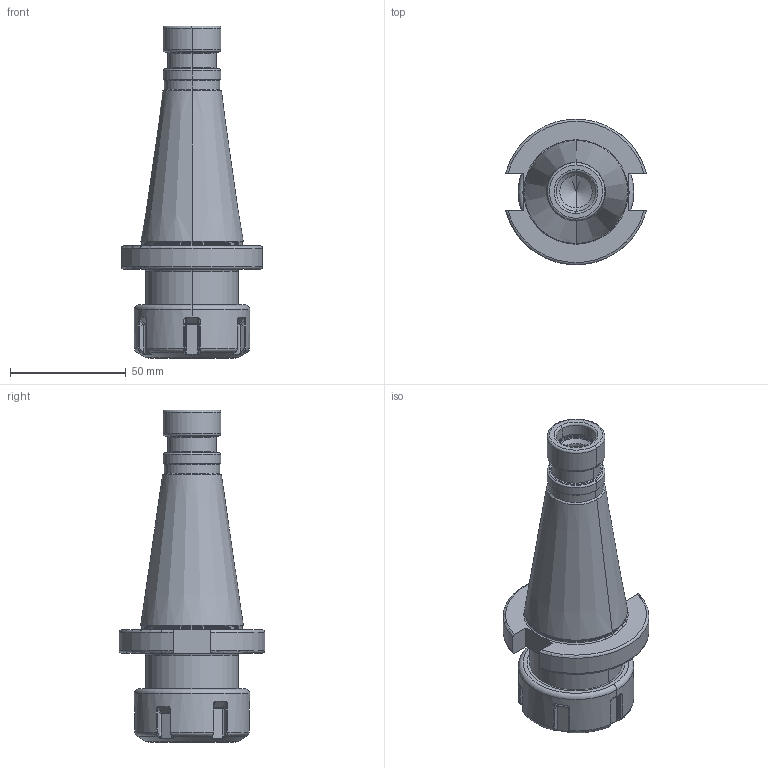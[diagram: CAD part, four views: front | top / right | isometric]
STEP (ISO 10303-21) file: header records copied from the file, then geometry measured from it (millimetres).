
FILE_DESCRIPTION((''),'2;1');
FILE_NAME('401_02_20','2020-09-02T',('103090'),(''),'CREO PARAMETRIC BY PTC INC, 2016260','CREO PARAMETRIC BY PTC INC, 2016260','');
FILE_SCHEMA(('CONFIG_CONTROL_DESIGN'));
Length unit declared in the file: millimetre
Products named in the file (1): 401_02_20
Bounding box: 60.91 x 62.76 x 143.4 mm (x, y, z)
Volume: 133124.5 mm3; surface area: 29711 mm2
Topology: 1 solids, 1 shells, 284 faces, 660 edges, 383 vertices
Faces by surface type: bspline 72, plane 66, cylinder 60, torus 50, cone 24, sphere 12
Entity records: 10981 total; most frequent: CARTESIAN_POINT 5017, ORIENTED_EDGE 1316, DIRECTION 1086, EDGE_CURVE 658, AXIS2_PLACEMENT_3D 415, VERTEX_POINT 383, EDGE_LOOP 291, FACE_OUTER_BOUND 284
